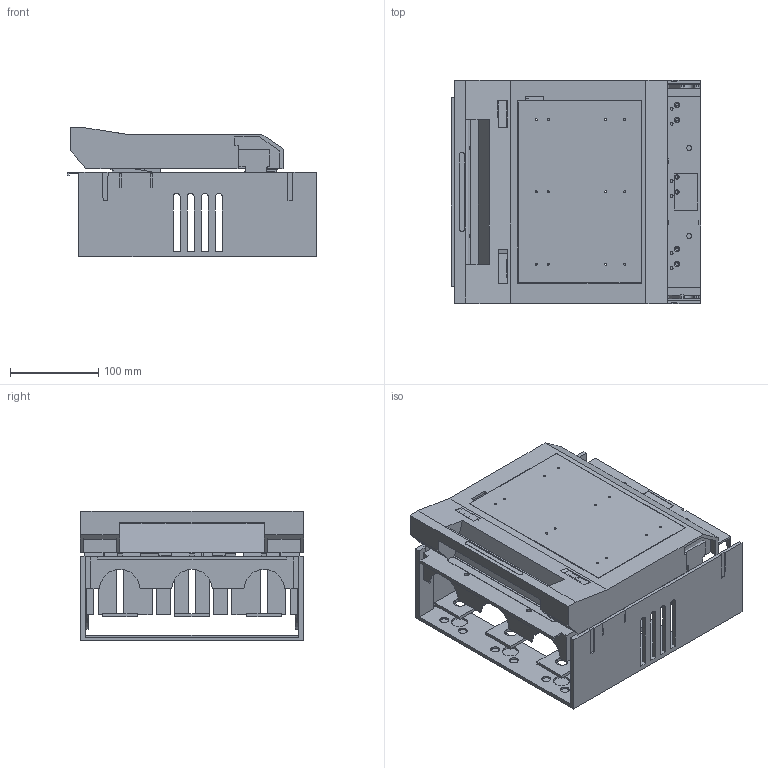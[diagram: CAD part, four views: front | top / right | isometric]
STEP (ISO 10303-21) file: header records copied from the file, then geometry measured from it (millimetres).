
FILE_DESCRIPTION(('CATIA V5 STEP'),'2;1');
FILE_NAME('IGST00004_LTL3_3_Trenner_Groesse_3.stp','2009-10-12T09:32:18+00:00',('none'),('none'),'CATIA Version 5 Release 17 (IN-10)','CATIA V5 STEP AP214','none');
FILE_SCHEMA(('AUTOMOTIVE_DESIGN { 1 0 10303 214 1 1 1 1 }'));
Length unit declared in the file: millimetre
Products named in the file (1): IGST00004_LTL3_3_Trenner_Groesse_3
Bounding box: 283 x 254 x 147 mm (x, y, z)
Volume: 981108 mm3; surface area: 648131.5 mm2
Topology: 15 solids, 15 shells, 1090 faces, 3283 edges, 2223 vertices
Faces by surface type: plane 858, cylinder 217, cone 12, sphere 3
Entity records: 35674 total; most frequent: ORIENTED_EDGE 6558, CARTESIAN_POINT 6373, DIRECTION 4934, EDGE_CURVE 3279, VECTOR 2806, LINE 2806, VERTEX_POINT 2221, AXIS2_PLACEMENT_3D 1298
